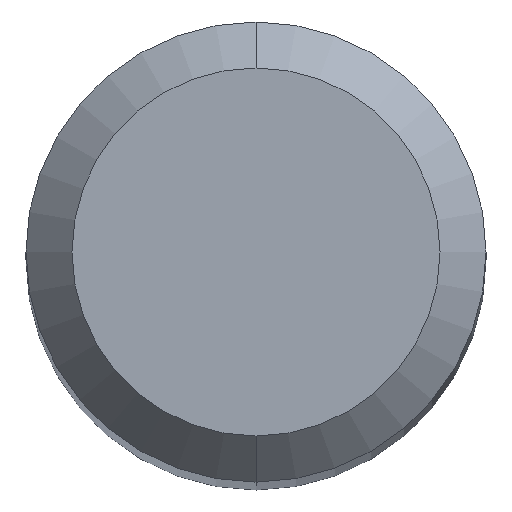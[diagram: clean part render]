
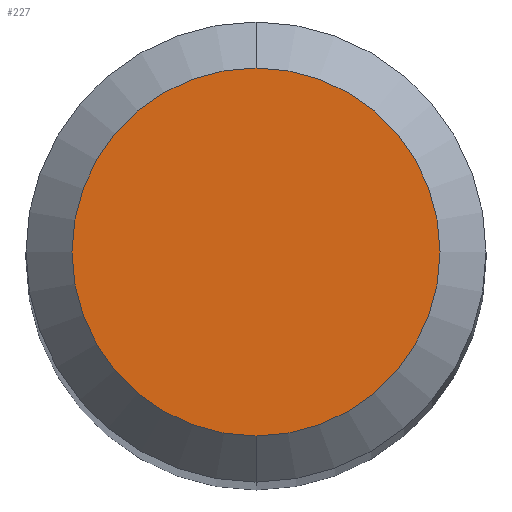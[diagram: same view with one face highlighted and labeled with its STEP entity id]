
A CAD part, top view. The second image highlights one B-rep face of the part: STEP entity #227.
In plain terms, the highlighted planar face has unit normal (0, 0, 1).
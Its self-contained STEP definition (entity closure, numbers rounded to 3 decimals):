
#227=ADVANCED_FACE('',(#539),#540,.T.);
#381=EDGE_CURVE('',#449,#451,#713,.T.);
#447=EDGE_CURVE('',#451,#449,#783,.T.);
#449=VERTEX_POINT('',#785);
#451=VERTEX_POINT('',#787);
#539=FACE_OUTER_BOUND('',#901,.T.);
#540=PLANE('',#902);
#713=CIRCLE('',#1237,1.2);
#783=CIRCLE('',#1421,1.2);
#785=CARTESIAN_POINT('',(0.0,1.2,0.0));
#787=CARTESIAN_POINT('',(0.,-1.2,0.0));
#901=EDGE_LOOP('',(#1507,#1508));
#902=AXIS2_PLACEMENT_3D('',#1509,#1510,#1511);
#1237=AXIS2_PLACEMENT_3D('',#1717,#1718,#1719);
#1421=AXIS2_PLACEMENT_3D('',#1791,#1792,#1793);
#1507=ORIENTED_EDGE('',*,*,#381,.F.);
#1508=ORIENTED_EDGE('',*,*,#447,.F.);
#1509=CARTESIAN_POINT('',(0.0,0.6,0.0));
#1510=DIRECTION('',(-0.0,0.0,1.0));
#1511=DIRECTION('',(0.0,-1.0,0.0));
#1717=CARTESIAN_POINT('',(0.0,0.0,0.0));
#1718=DIRECTION('',(0.0,0.0,-1.0));
#1719=DIRECTION('',(0.0,1.0,0.0));
#1791=CARTESIAN_POINT('',(0.0,0.0,0.0));
#1792=DIRECTION('',(0.0,0.0,-1.0));
#1793=DIRECTION('',(0.0,1.0,0.0));
